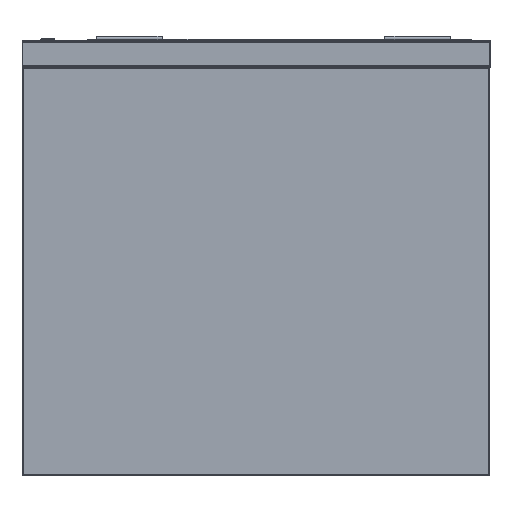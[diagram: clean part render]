
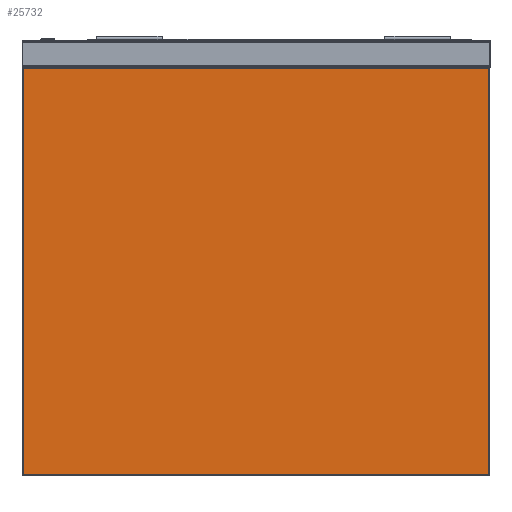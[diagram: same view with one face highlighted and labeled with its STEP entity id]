
A CAD part, left-side view. The second image highlights one B-rep face of the part: STEP entity #25732.
In plain terms, the highlighted planar face has unit normal (-1, 0, 0).
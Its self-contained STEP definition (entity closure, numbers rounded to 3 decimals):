
#194 = ORIENTED_EDGE ( 'NONE', *, *, #32887, .T. ) ;
#714 = CARTESIAN_POINT ( 'NONE',  ( -750., 353., -42. ) ) ;
#3397 = VERTEX_POINT ( 'NONE', #13628 ) ;
#3493 = DIRECTION ( 'NONE',  ( 0., 1., 0. ) ) ;
#5243 = AXIS2_PLACEMENT_3D ( 'NONE', #22365, #7737, #13407 ) ;
#7737 = DIRECTION ( 'NONE',  ( -1., 0., 0. ) ) ;
#10041 = EDGE_CURVE ( 'NONE', #24385, #3397, #24110, .T. ) ;
#11251 = VECTOR ( 'NONE', #35305, 1000. ) ;
#13178 = CARTESIAN_POINT ( 'NONE',  ( -750., -353., -660. ) ) ;
#13407 = DIRECTION ( 'NONE',  ( 0., -1., 0. ) ) ;
#13582 = FACE_OUTER_BOUND ( 'NONE', #25513, .T. ) ;
#13628 = CARTESIAN_POINT ( 'NONE',  ( -750., -353., -658. ) ) ;
#13955 = PLANE ( 'NONE',  #5243 ) ;
#15721 = CARTESIAN_POINT ( 'NONE',  ( -750., -353., -42. ) ) ;
#16060 = DIRECTION ( 'NONE',  ( 0., 0., -1. ) ) ;
#18365 = EDGE_CURVE ( 'NONE', #28619, #24385, #30309, .T. ) ;
#18449 = VECTOR ( 'NONE', #29658, 1000. ) ;
#19785 = ORIENTED_EDGE ( 'NONE', *, *, #10041, .T. ) ;
#20894 = CARTESIAN_POINT ( 'NONE',  ( -750., 355., -42. ) ) ;
#21730 = CARTESIAN_POINT ( 'NONE',  ( -750., -355., -658. ) ) ;
#22365 = CARTESIAN_POINT ( 'NONE',  ( -750., -355., -660. ) ) ;
#22827 = VECTOR ( 'NONE', #16060, 1000. ) ;
#23147 = EDGE_CURVE ( 'NONE', #3397, #23676, #35534, .T. ) ;
#23676 = VERTEX_POINT ( 'NONE', #15721 ) ;
#24110 = LINE ( 'NONE', #21730, #11251 ) ;
#24385 = VERTEX_POINT ( 'NONE', #26228 ) ;
#25513 = EDGE_LOOP ( 'NONE', ( #27848, #194, #36067, #19785 ) ) ;
#25732 = ADVANCED_FACE ( 'Fl�che7', ( #13582 ), #13955, .T. ) ;
#26228 = CARTESIAN_POINT ( 'NONE',  ( -750., 353., -658. ) ) ;
#26360 = LINE ( 'NONE', #20894, #26656 ) ;
#26656 = VECTOR ( 'NONE', #3493, 1000. ) ;
#27848 = ORIENTED_EDGE ( 'NONE', *, *, #23147, .T. ) ;
#28619 = VERTEX_POINT ( 'NONE', #714 ) ;
#29658 = DIRECTION ( 'NONE',  ( 0., 0., 1. ) ) ;
#29951 = CARTESIAN_POINT ( 'NONE',  ( -750., 353., -660. ) ) ;
#30309 = LINE ( 'NONE', #29951, #22827 ) ;
#32887 = EDGE_CURVE ( 'NONE', #23676, #28619, #26360, .T. ) ;
#35305 = DIRECTION ( 'NONE',  ( 0., -1., 0. ) ) ;
#35534 = LINE ( 'NONE', #13178, #18449 ) ;
#36067 = ORIENTED_EDGE ( 'NONE', *, *, #18365, .T. ) ;
